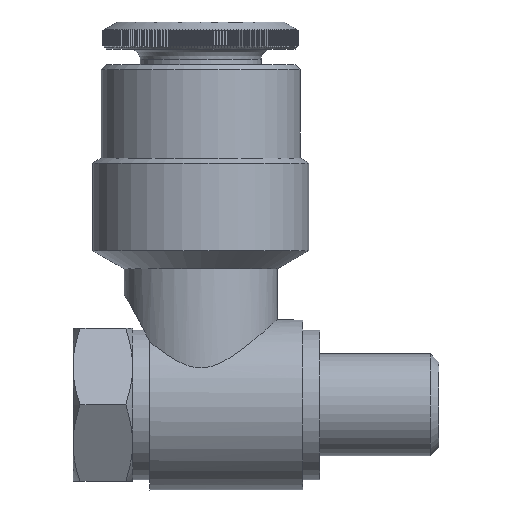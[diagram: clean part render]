
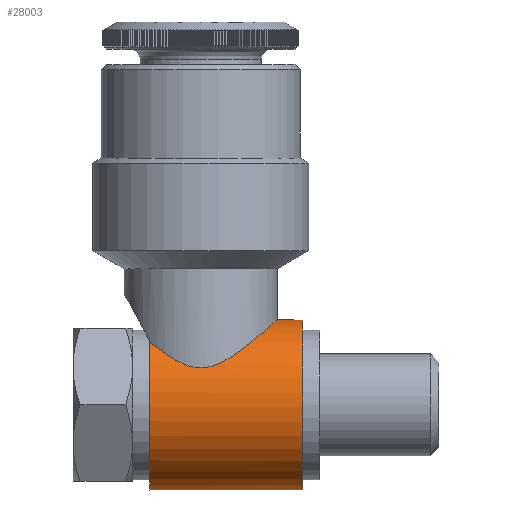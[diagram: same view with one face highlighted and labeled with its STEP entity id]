
A CAD part, left-side view. The second image highlights one B-rep face of the part: STEP entity #28003.
In plain terms, the highlighted cylindrical face has radius 5 mm (diameter 10 mm), a full revolution.
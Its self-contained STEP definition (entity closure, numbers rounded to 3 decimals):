
#26958=CARTESIAN_POINT('',(3.354,3.708,-3.0));
#26959=VERTEX_POINT('',#26958);
#26960=CARTESIAN_POINT('',(-3.354,3.708,-3.0));
#26961=VERTEX_POINT('',#26960);
#27017=CARTESIAN_POINT('',(0.0,0.0,-3.));
#27018=DIRECTION('',(0.0,0.0,1.0));
#27019=DIRECTION('',(-1.0,0.0,0.0));
#27020=AXIS2_PLACEMENT_3D('',#27017,#27018,#27019);
#27021=CIRCLE('',#27020,5.0);
#27022=EDGE_CURVE('',#26961,#26959,#27021,.T.);
#27068=CARTESIAN_POINT('',(3.354,3.708,-3.0));
#27069=CARTESIAN_POINT('',(3.651,3.44,-2.668));
#27070=CARTESIAN_POINT('',(3.902,3.144,-2.287));
#27071=CARTESIAN_POINT('',(4.091,2.875,-1.876));
#27072=CARTESIAN_POINT('',(4.251,2.647,-1.525));
#27073=CARTESIAN_POINT('',(4.368,2.438,-1.155));
#27074=CARTESIAN_POINT('',(4.435,2.308,-0.76));
#27075=CARTESIAN_POINT('',(4.468,2.245,-0.567));
#27076=CARTESIAN_POINT('',(4.49,2.201,-0.368));
#27077=CARTESIAN_POINT('',(4.497,2.185,-0.161));
#27078=CARTESIAN_POINT('',(4.503,2.174,-0.001));
#27079=CARTESIAN_POINT('',(4.5,2.18,0.165));
#27080=CARTESIAN_POINT('',(4.488,2.203,0.322));
#27081=CARTESIAN_POINT('',(4.456,2.27,0.777));
#27082=CARTESIAN_POINT('',(4.359,2.465,1.195));
#27083=CARTESIAN_POINT('',(4.21,2.698,1.59));
#27084=CARTESIAN_POINT('',(4.038,2.965,2.044));
#27085=CARTESIAN_POINT('',(3.794,3.284,2.467));
#27086=CARTESIAN_POINT('',(3.493,3.578,2.837));
#27087=CARTESIAN_POINT('',(3.314,3.753,3.058));
#27088=CARTESIAN_POINT('',(3.12,3.917,3.256));
#27089=CARTESIAN_POINT('',(2.895,4.076,3.445));
#27090=CARTESIAN_POINT('',(2.522,4.342,3.759));
#27091=CARTESIAN_POINT('',(2.066,4.584,4.034));
#27092=CARTESIAN_POINT('',(1.562,4.75,4.22));
#27093=CARTESIAN_POINT('',(1.167,4.88,4.367));
#27094=CARTESIAN_POINT('',(0.741,4.963,4.459));
#27095=CARTESIAN_POINT('',(0.316,4.99,4.489));
#27096=CARTESIAN_POINT('',(-0.02,5.011,4.513));
#27097=CARTESIAN_POINT('',(-0.356,4.999,4.499));
#27098=CARTESIAN_POINT('',(-0.69,4.952,4.447));
#27099=CARTESIAN_POINT('',(-1.217,4.879,4.365));
#27100=CARTESIAN_POINT('',(-1.728,4.718,4.186));
#27101=CARTESIAN_POINT('',(-2.175,4.502,3.939));
#27102=CARTESIAN_POINT('',(-2.447,4.371,3.789));
#27103=CARTESIAN_POINT('',(-2.696,4.22,3.615));
#27104=CARTESIAN_POINT('',(-2.916,4.061,3.427));
#27105=CARTESIAN_POINT('',(-3.116,3.918,3.257));
#27106=CARTESIAN_POINT('',(-3.291,3.771,3.08));
#27107=CARTESIAN_POINT('',(-3.454,3.615,2.884));
#27108=CARTESIAN_POINT('',(-3.755,3.328,2.525));
#27109=CARTESIAN_POINT('',(-4.002,3.015,2.113));
#27110=CARTESIAN_POINT('',(-4.178,2.746,1.67));
#27111=CARTESIAN_POINT('',(-4.329,2.517,1.293));
#27112=CARTESIAN_POINT('',(-4.431,2.318,0.895));
#27113=CARTESIAN_POINT('',(-4.476,2.228,0.465));
#27114=CARTESIAN_POINT('',(-4.493,2.194,0.301));
#27115=CARTESIAN_POINT('',(-4.501,2.176,0.13));
#27116=CARTESIAN_POINT('',(-4.5,2.18,-0.043));
#27117=CARTESIAN_POINT('',(-4.495,2.189,-0.518));
#27118=CARTESIAN_POINT('',(-4.419,2.352,-0.949));
#27119=CARTESIAN_POINT('',(-4.291,2.567,-1.356));
#27120=CARTESIAN_POINT('',(-4.147,2.807,-1.811));
#27121=CARTESIAN_POINT('',(-3.933,3.113,-2.237));
#27122=CARTESIAN_POINT('',(-3.66,3.407,-2.618));
#27123=CARTESIAN_POINT('',(-3.564,3.509,-2.752));
#27124=CARTESIAN_POINT('',(-3.462,3.61,-2.879));
#27125=CARTESIAN_POINT('',(-3.354,3.708,-3.0));
#27126=B_SPLINE_CURVE_WITH_KNOTS('',3,(#27068,#27069,#27070,#27071,#27072,#27073,#27074,#27075,#27076,#27077,#27078,#27079,#27080,#27081,#27082,#27083,#27084,#27085,#27086,#27087,#27088,#27089,#27090,#27091,#27092,#27093,#27094,#27095,#27096,#27097,#27098,#27099,#27100,#27101,#27102,#27103,#27104,#27105,#27106,#27107,#27108,#27109,#27110,#27111,#27112,#27113,#27114,#27115,#27116,#27117,#27118,#27119,#27120,#27121,#27122,#27123,#27124,#27125),.UNSPECIFIED.,.F.,.U.,(4,3,3,3,3,3,3,3,3,3,3,3,3,3,3,3,3,3,3,4),(2.662,2.816,2.946,3.009,3.059,3.201,3.365,3.462,3.624,3.751,3.851,4.009,4.105,4.193,4.354,4.491,4.543,4.686,4.846,4.902),.UNSPECIFIED.);
#27127=EDGE_CURVE('',#26959,#26961,#27126,.T.);
#27983=CARTESIAN_POINT('',(0.0,0.0,0.0));
#27984=DIRECTION('',(0.0,0.0,1.0));
#27985=DIRECTION('',(-1.0,0.0,0.0));
#27986=AXIS2_PLACEMENT_3D('',#27983,#27984,#27985);
#27987=CYLINDRICAL_SURFACE('',#27986,5.0);
#27988=ORIENTED_EDGE('',*,*,#27022,.T.);
#27989=ORIENTED_EDGE('',*,*,#27127,.T.);
#27990=EDGE_LOOP('',(#27988,#27989));
#27991=FACE_OUTER_BOUND('',#27990,.T.);
#27992=CARTESIAN_POINT('',(5.0,0.,6.));
#27993=VERTEX_POINT('',#27992);
#27994=CARTESIAN_POINT('',(0.0,0.0,6.));
#27995=DIRECTION('',(0.0,0.0,-1.0));
#27996=DIRECTION('',(-1.0,0.0,0.0));
#27997=AXIS2_PLACEMENT_3D('',#27994,#27995,#27996);
#27998=CIRCLE('',#27997,5.0);
#27999=EDGE_CURVE('',#27993,#27993,#27998,.T.);
#28000=ORIENTED_EDGE('',*,*,#27999,.T.);
#28001=EDGE_LOOP('',(#28000));
#28002=FACE_BOUND('',#28001,.T.);
#28003=ADVANCED_FACE('',(#27991,#28002),#27987,.T.);
